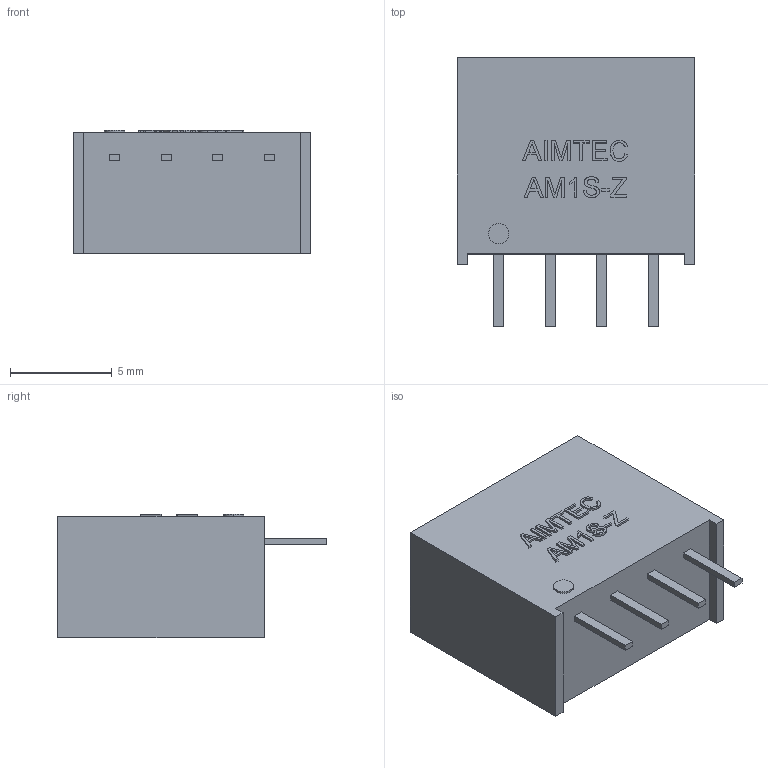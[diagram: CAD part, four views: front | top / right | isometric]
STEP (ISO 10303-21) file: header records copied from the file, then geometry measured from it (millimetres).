
FILE_DESCRIPTION (( 'STEP AP214' ), '1' );
FILE_NAME ('User Library-AM1S-Z.STEP', '2019-05-20T15:40:09', ( '' ), ( '' ), 'SwSTEP 2.0', 'SolidWorks 2019', '' );
FILE_SCHEMA (( 'AUTOMOTIVE_DESIGN' ));
Length unit declared in the file: millimetre
Products named in the file (1): User Library-AM1S-Z
Bounding box: 11.68 x 13.2 x 6.1 mm (x, y, z)
Volume: 682.1 mm3; surface area: 523.2 mm2
Topology: 1 solids, 1 shells, 176 faces, 465 edges, 310 vertices
Faces by surface type: plane 141, bspline 33, cylinder 2
Entity records: 9065 total; most frequent: CARTESIAN_POINT 2945, ORIENTED_EDGE 930, DIRECTION 691, EDGE_CURVE 465, LINE 395, VECTOR 395, VERTEX_POINT 310, EDGE_LOOP 195
